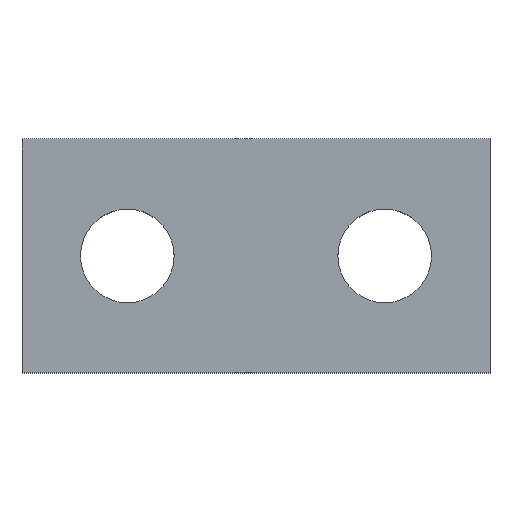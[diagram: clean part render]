
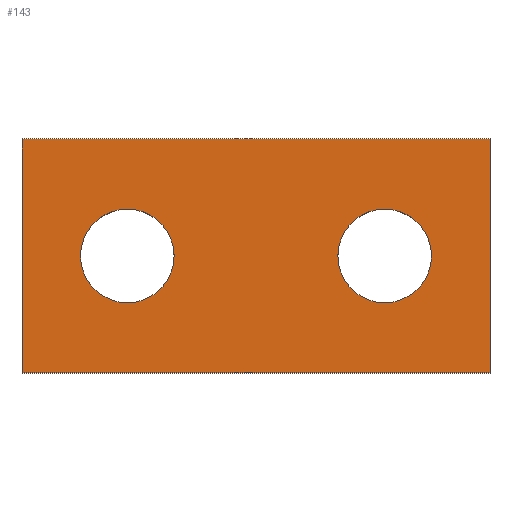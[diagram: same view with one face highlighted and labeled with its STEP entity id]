
A CAD part, top view. The second image highlights one B-rep face of the part: STEP entity #143.
In plain terms, the highlighted planar face has unit normal (0, 0, 1).
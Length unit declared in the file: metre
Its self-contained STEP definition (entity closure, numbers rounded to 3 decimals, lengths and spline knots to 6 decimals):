
#13=CIRCLE('',#162,0.002);
#15=CIRCLE('',#165,0.002);
#44=ORIENTED_EDGE('',*,*,#63,.T.);
#45=ORIENTED_EDGE('',*,*,#61,.T.);
#46=ORIENTED_EDGE('',*,*,#50,.F.);
#47=ORIENTED_EDGE('',*,*,#54,.T.);
#48=ORIENTED_EDGE('',*,*,#57,.T.);
#49=ORIENTED_EDGE('',*,*,#64,.F.);
#50=EDGE_CURVE('',#66,#67,#78,.T.);
#54=EDGE_CURVE('',#66,#70,#82,.T.);
#57=EDGE_CURVE('',#70,#72,#85,.T.);
#61=EDGE_CURVE('',#75,#75,#13,.T.);
#63=EDGE_CURVE('',#77,#77,#15,.T.);
#64=EDGE_CURVE('',#67,#72,#88,.T.);
#66=VERTEX_POINT('',#210);
#67=VERTEX_POINT('',#211);
#70=VERTEX_POINT('',#219);
#72=VERTEX_POINT('',#225);
#75=VERTEX_POINT('',#233);
#77=VERTEX_POINT('',#238);
#78=LINE('',#209,#90);
#82=LINE('',#218,#94);
#85=LINE('',#224,#97);
#88=LINE('',#240,#100);
#90=VECTOR('',#173,1.);
#94=VECTOR('',#179,1.);
#97=VECTOR('',#184,1.);
#100=VECTOR('',#201,1.);
#113=EDGE_LOOP('',(#44));
#114=EDGE_LOOP('',(#45));
#115=EDGE_LOOP('',(#46,#47,#48,#49));
#127=FACE_BOUND('',#113,.T.);
#128=FACE_BOUND('',#114,.T.);
#129=FACE_BOUND('',#115,.T.);
#135=PLANE('',#168);
#143=ADVANCED_FACE('',(#127,#128,#129),#135,.T.);
#162=AXIS2_PLACEMENT_3D('',#232,#191,#192);
#165=AXIS2_PLACEMENT_3D('',#237,#197,#198);
#168=AXIS2_PLACEMENT_3D('',#243,#205,#206);
#173=DIRECTION('',(1.,0.,0.));
#179=DIRECTION('',(0.,-1.,0.));
#184=DIRECTION('',(1.,0.,0.));
#191=DIRECTION('',(0.,0.,-1.));
#192=DIRECTION('',(1.,0.,0.));
#197=DIRECTION('',(0.,0.,-1.));
#198=DIRECTION('',(1.,0.,0.));
#201=DIRECTION('',(0.,-1.,0.));
#205=DIRECTION('',(0.,0.,1.));
#206=DIRECTION('',(1.,0.,0.));
#209=CARTESIAN_POINT('',(-0.24,0.1125,0.024));
#210=CARTESIAN_POINT('',(-0.25,0.1125,0.024));
#211=CARTESIAN_POINT('',(-0.23,0.1125,0.024));
#218=CARTESIAN_POINT('',(-0.25,0.1075,0.024));
#219=CARTESIAN_POINT('',(-0.25,0.1025,0.024));
#224=CARTESIAN_POINT('',(-0.24,0.1025,0.024));
#225=CARTESIAN_POINT('',(-0.23,0.1025,0.024));
#232=CARTESIAN_POINT('',(-0.2345,0.1075,0.024));
#233=CARTESIAN_POINT('',(-0.2325,0.1075,0.024));
#237=CARTESIAN_POINT('',(-0.2455,0.1075,0.024));
#238=CARTESIAN_POINT('',(-0.2435,0.1075,0.024));
#240=CARTESIAN_POINT('',(-0.23,0.1075,0.024));
#243=CARTESIAN_POINT('',(-0.21275,0.246,0.024));
